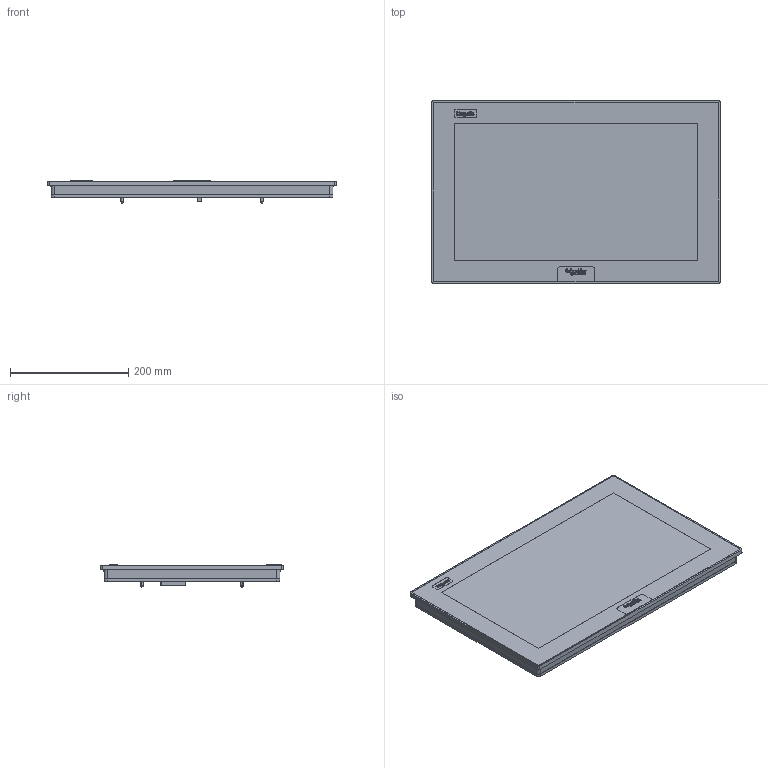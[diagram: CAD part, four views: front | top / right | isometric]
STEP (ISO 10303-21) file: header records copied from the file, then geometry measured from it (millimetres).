
FILE_DESCRIPTION(('STEP AP242'),'1');
FILE_NAME('hmidm9521.stp','2019-06-27T20:38:06',('TraceParts'),('TraceParts S.A.'),'Spatial InterOp 3D',' ',' ');
FILE_SCHEMA(('AP242_MANAGED_MODEL_BASED_3D_ENGINEERING_MIM_LF {1 0 10303 442 1 1 4}'));
Length unit declared in the file: millimetre
Products named in the file (1): hmidm9521
Bounding box: 488 x 309 x 37.7 mm (x, y, z)
Volume: 4058942.2 mm3; surface area: 355326 mm2
Topology: 1 solids, 1 shells, 1078 faces, 2892 edges, 1916 vertices
Faces by surface type: extrusion 574, plane 451, cylinder 29, sphere 12, bspline 12
Entity records: 61185 total; most frequent: CARTESIAN_POINT 36851, ORIENTED_EDGE 5760, DIRECTION 3168, EDGE_CURVE 2880, VECTOR 2034, B_SPLINE_CURVE_WITH_KNOTS 1920, VERTEX_POINT 1916, LINE 1460
